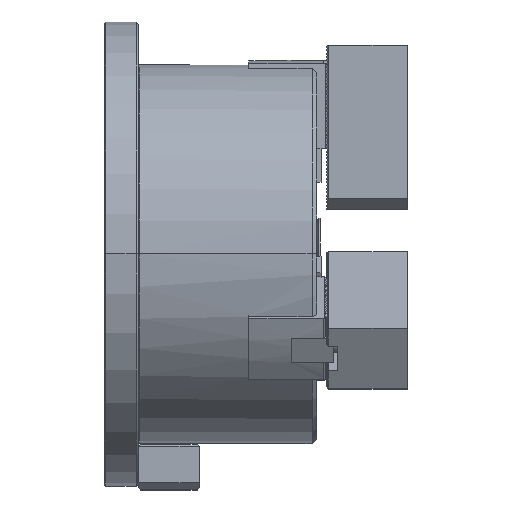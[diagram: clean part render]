
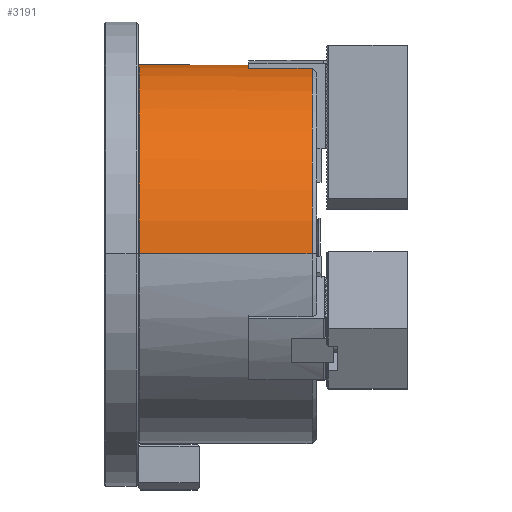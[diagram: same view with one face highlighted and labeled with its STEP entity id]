
A CAD part, top view. The second image highlights one B-rep face of the part: STEP entity #3191.
In plain terms, the highlighted cylindrical face has radius 84 mm (diameter 168 mm), a partial arc.
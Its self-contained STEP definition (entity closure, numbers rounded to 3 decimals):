
#581 = VECTOR ( 'NONE', #26770, 1000. ) ;
#676 = ORIENTED_EDGE ( 'NONE', *, *, #15159, .T. ) ;
#1655 = DIRECTION ( 'NONE',  ( 1., 0., 0. ) ) ;
#2978 = EDGE_LOOP ( 'NONE', ( #28074, #24706, #22493, #676, #15308, #19789, #26834, #12668 ) ) ;
#3191 = ADVANCED_FACE ( 'NONE', ( #32852 ), #10224, .T. ) ;
#3350 = CARTESIAN_POINT ( 'NONE',  ( 49., 82.558, -15.5 ) ) ;
#3588 = CARTESIAN_POINT ( 'NONE',  ( 0.3, 0., 0. ) ) ;
#3890 = CARTESIAN_POINT ( 'NONE',  ( 0.3, 0., 84. ) ) ;
#3992 = CARTESIAN_POINT ( 'NONE',  ( 121.711, 82.558, 15.5 ) ) ;
#3995 = EDGE_CURVE ( 'NONE', #8214, #19409, #28375, .T. ) ;
#4097 = LINE ( 'NONE', #15427, #581 ) ;
#4827 = CARTESIAN_POINT ( 'NONE',  ( 49., 0., 0. ) ) ;
#4987 = VERTEX_POINT ( 'NONE', #9147 ) ;
#5233 = AXIS2_PLACEMENT_3D ( 'NONE', #24337, #1655, #15772 ) ;
#6409 = CARTESIAN_POINT ( 'NONE',  ( 121.711, 0., 84. ) ) ;
#8214 = VERTEX_POINT ( 'NONE', #10637 ) ;
#8433 = LINE ( 'NONE', #24723, #20038 ) ;
#9147 = CARTESIAN_POINT ( 'NONE',  ( 0.3, 0., -84. ) ) ;
#9168 = DIRECTION ( 'NONE',  ( 0., 0., 1. ) ) ;
#10224 = CYLINDRICAL_SURFACE ( 'NONE', #5233, 84. ) ;
#10581 = AXIS2_PLACEMENT_3D ( 'NONE', #17701, #22634, #33943 ) ;
#10637 = CARTESIAN_POINT ( 'NONE',  ( 77., 0., 84. ) ) ;
#11449 = DIRECTION ( 'NONE',  ( -1., 0., 0. ) ) ;
#12668 = ORIENTED_EDGE ( 'NONE', *, *, #12967, .F. ) ;
#12925 = CARTESIAN_POINT ( 'NONE',  ( 77., 82.558, 15.5 ) ) ;
#12967 = EDGE_CURVE ( 'NONE', #4987, #33933, #8433, .T. ) ;
#14356 = AXIS2_PLACEMENT_3D ( 'NONE', #3588, #20488, #9168 ) ;
#15159 = EDGE_CURVE ( 'NONE', #19409, #29441, #15325, .T. ) ;
#15308 = ORIENTED_EDGE ( 'NONE', *, *, #17722, .T. ) ;
#15325 = LINE ( 'NONE', #3992, #18473 ) ;
#15427 = CARTESIAN_POINT ( 'NONE',  ( 121.711, 82.558, -15.5 ) ) ;
#15433 = EDGE_CURVE ( 'NONE', #4987, #21670, #30357, .T. ) ;
#15772 = DIRECTION ( 'NONE',  ( 0., 0., -1. ) ) ;
#16058 = VECTOR ( 'NONE', #31848, 1000. ) ;
#16149 = DIRECTION ( 'NONE',  ( -1., 0., 0. ) ) ;
#16441 = CARTESIAN_POINT ( 'NONE',  ( 77., 82.558, -15.5 ) ) ;
#16835 = AXIS2_PLACEMENT_3D ( 'NONE', #4827, #16149, #27473 ) ;
#17701 = CARTESIAN_POINT ( 'NONE',  ( 77., 0., 0. ) ) ;
#17722 = EDGE_CURVE ( 'NONE', #29441, #20765, #32818, .T. ) ;
#17742 = LINE ( 'NONE', #6409, #16058 ) ;
#18473 = VECTOR ( 'NONE', #29445, 1000. ) ;
#19409 = VERTEX_POINT ( 'NONE', #12925 ) ;
#19789 = ORIENTED_EDGE ( 'NONE', *, *, #22842, .T. ) ;
#20038 = VECTOR ( 'NONE', #36039, 1000. ) ;
#20488 = DIRECTION ( 'NONE',  ( 1., 0., 0. ) ) ;
#20765 = VERTEX_POINT ( 'NONE', #3350 ) ;
#21156 = CARTESIAN_POINT ( 'NONE',  ( 77., 0., -84. ) ) ;
#21181 = EDGE_CURVE ( 'NONE', #28630, #33933, #26594, .T. ) ;
#21670 = VERTEX_POINT ( 'NONE', #3890 ) ;
#22493 = ORIENTED_EDGE ( 'NONE', *, *, #3995, .T. ) ;
#22634 = DIRECTION ( 'NONE',  ( -1., 0., 0. ) ) ;
#22842 = EDGE_CURVE ( 'NONE', #20765, #28630, #4097, .T. ) ;
#24337 = CARTESIAN_POINT ( 'NONE',  ( 121.711, 0., 0. ) ) ;
#24564 = CARTESIAN_POINT ( 'NONE',  ( 49., 82.558, 15.5 ) ) ;
#24706 = ORIENTED_EDGE ( 'NONE', *, *, #29748, .T. ) ;
#24723 = CARTESIAN_POINT ( 'NONE',  ( 121.711, 0., -84. ) ) ;
#25549 = CARTESIAN_POINT ( 'NONE',  ( 77., 0., 0. ) ) ;
#26594 = CIRCLE ( 'NONE', #10581, 84. ) ;
#26770 = DIRECTION ( 'NONE',  ( 1., 0., 0. ) ) ;
#26834 = ORIENTED_EDGE ( 'NONE', *, *, #21181, .T. ) ;
#27473 = DIRECTION ( 'NONE',  ( 0., 0., -1. ) ) ;
#28074 = ORIENTED_EDGE ( 'NONE', *, *, #15433, .T. ) ;
#28375 = CIRCLE ( 'NONE', #30754, 84. ) ;
#28630 = VERTEX_POINT ( 'NONE', #16441 ) ;
#29441 = VERTEX_POINT ( 'NONE', #24564 ) ;
#29445 = DIRECTION ( 'NONE',  ( -1., 0., 0. ) ) ;
#29748 = EDGE_CURVE ( 'NONE', #21670, #8214, #17742, .T. ) ;
#30357 = CIRCLE ( 'NONE', #14356, 84. ) ;
#30754 = AXIS2_PLACEMENT_3D ( 'NONE', #25549, #11449, #34085 ) ;
#31848 = DIRECTION ( 'NONE',  ( 1., 0., 0. ) ) ;
#32818 = CIRCLE ( 'NONE', #16835, 84. ) ;
#32852 = FACE_OUTER_BOUND ( 'NONE', #2978, .T. ) ;
#33933 = VERTEX_POINT ( 'NONE', #21156 ) ;
#33943 = DIRECTION ( 'NONE',  ( 0., 0., -1. ) ) ;
#34085 = DIRECTION ( 'NONE',  ( 0., 0., -1. ) ) ;
#36039 = DIRECTION ( 'NONE',  ( 1., 0., 0. ) ) ;
